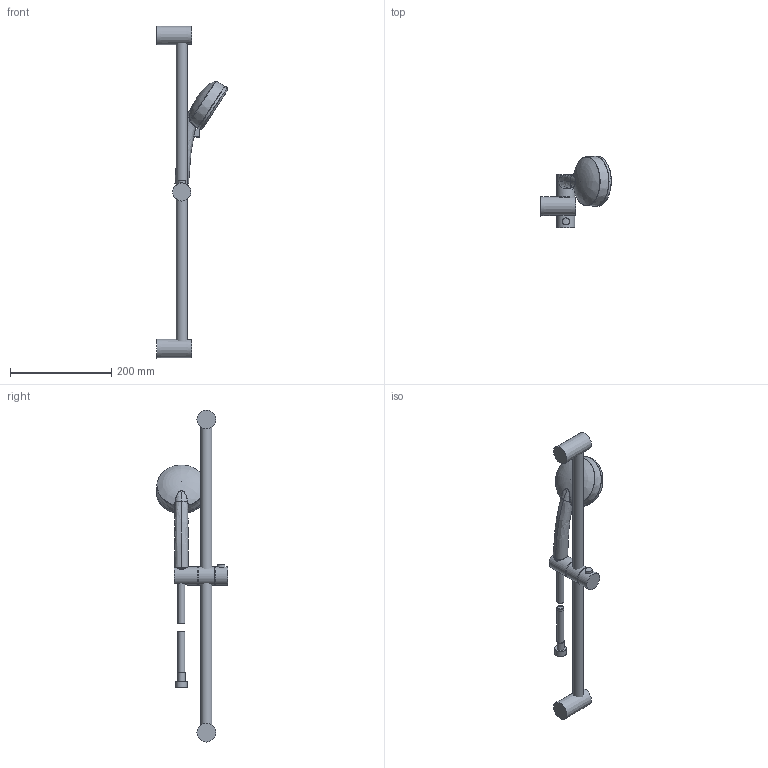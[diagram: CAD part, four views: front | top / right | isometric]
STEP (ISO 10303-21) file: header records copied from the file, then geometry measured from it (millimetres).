
FILE_DESCRIPTION(/* description */ ('Unknown'),/* implementation_level */ '2;1');
FILE_NAME(/* name */ '2757810E',/* time_stamp */ '2022-09-08T18:16:24+02:00',/* author */ ('Unknown'),/* organization */ ('GROHE AG'),/* preprocessor_version */ 'ST-DEVELOPER v16.7',/* originating_system */ 'DEX',/* authorisation */ $);
FILE_SCHEMA (('AUTOMOTIVE_DESIGN {1 0 10303 214 3 1 1}'));
Length unit declared in the file: millimetre
Products named in the file (4): 2757810E; 2757810E_0; id78
Assembly tree (3 placements, depth 2):
  2757810E
    2757810E
    2757810E_0
    id78
Bounding box: 140.11 x 141.32 x 657.42 mm (x, y, z)
Volume: 158062.1 mm3; surface area: 151546.5 mm2
Topology: 4 solids, 19 shells, 101 faces, 320 edges, 231 vertices
Faces by surface type: plane 36, cylinder 22, bspline 22, cone 15, torus 4, sphere 2
Full cylindrical faces by diameter (mm): 10.667 x2, 10.8 x2, 13.8 x2, 14.7 x2, 19.9 x1, 22 x1, 22.6 x1, 23 x1, 28 x1, 30.765 x1, 32 x2, 36 x3
Entity records: 5150 total; most frequent: CARTESIAN_POINT 2342, DIRECTION 415, ORIENTED_EDGE 404, EDGE_CURVE 267, VERTEX_POINT 214, AXIS2_PLACEMENT_3D 181, FACE_BOUND 148, EDGE_LOOP 147
